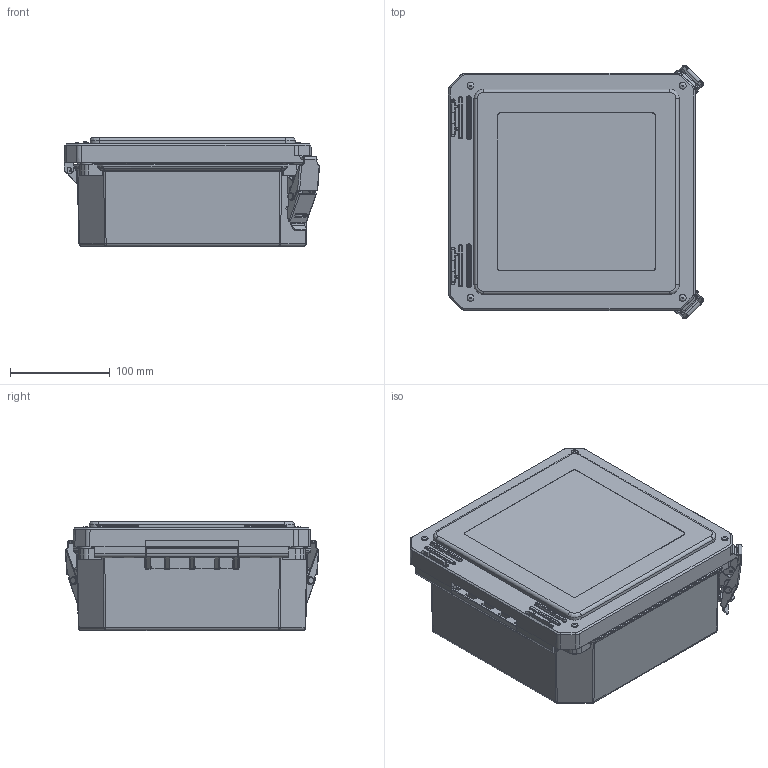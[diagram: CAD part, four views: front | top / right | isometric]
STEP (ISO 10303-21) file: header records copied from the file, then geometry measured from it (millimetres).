
FILE_DESCRIPTION(/* description */ (''),/* implementation_level */ '2;1');
FILE_NAME(/* name */ 'HW-80804CHQRW.stp',/* time_stamp */ '2016-08-23T08:44:45-05:00',/* author */ ('pmescher'),/* organization */ (''),/* preprocessor_version */ 'ST-DEVELOPER v16.5',/* originating_system */ 'Autodesk Inventor 2017',/* authorisation */ '');
FILE_SCHEMA (('AUTOMOTIVE_DESIGN { 1 0 10303 214 3 1 1 }'));
Products named in the file (16): DSW80804HPL_STP; DS080804BOX; BRASS INSERT-(; BRASS INSERT-(_1; BRASS INSERT-(_2; DSW080804CVR; GA808; BRASS INSERT-(_3; DS COVER  BUSH; RMHINGAT40006-02; DS080804A; LATCH -1 Assembly; AT40005; Part1; Part2; LATCH HINGE
Assembly tree (32 placements, depth 3):
  DSW80804HPL_STP
    DS080804BOX
    BRASS INSERT-(  x4
    BRASS INSERT-(_1  x4
    BRASS INSERT-(_2  x4
    DSW080804CVR
    GA808
    BRASS INSERT-(_3  x4
    DS COVER  BUSH  x4
    RMHINGAT40006-02  x2
    DS080804A
    LATCH -1 Assembly  x2
      AT40005
      Part1
      Part2
      LATCH HINGE
Bounding box: 256.41 x 255.15 x 109.53 mm (x, y, z)
Volume: 928881.5 mm3; surface area: 491719.6 mm2
Topology: 34 solids, 34 shells, 2169 faces, 5346 edges, 3188 vertices
Faces by surface type: cylinder 855, plane 766, bspline 354, torus 122, cone 48, sphere 24
Full cylindrical faces by diameter (mm): 3.429 x20, 3.48 x2, 3.81 x4, 3.861 x8, 3.962 x16, 5.3 x4, 5.563 x2, 5.766 x2, 6.248 x16, 6.401 x4, 6.426 x4, 7.62 x4, 7.938 x2, 9.525 x2, 11.049 x2
Entity records: 74620 total; most frequent: CARTESIAN_POINT 29417, DIRECTION 9554, ORIENTED_EDGE 9204, EDGE_CURVE 4602, AXIS2_PLACEMENT_3D 3673, VERTEX_POINT 2787, LINE 2208, VECTOR 2208
